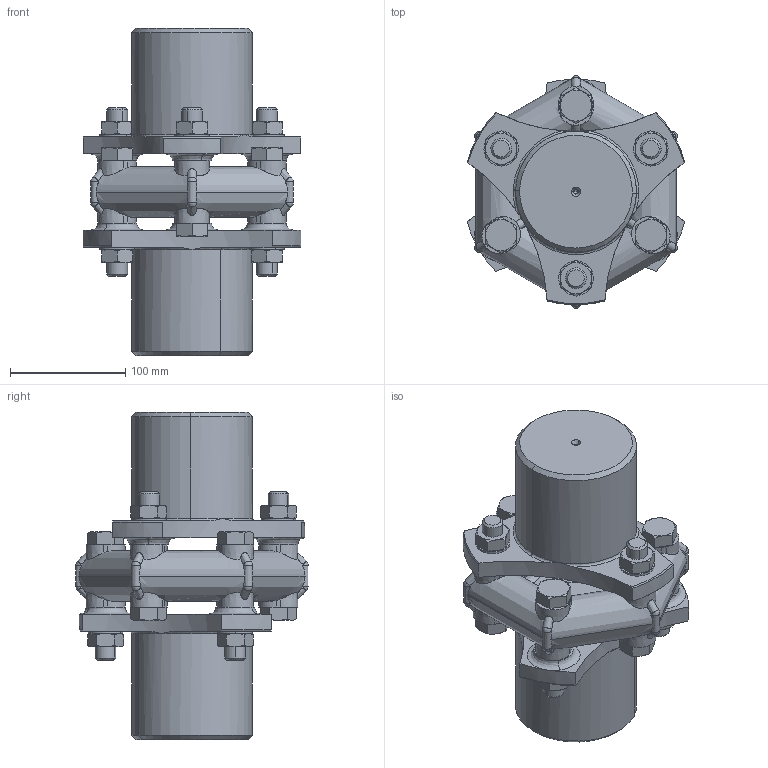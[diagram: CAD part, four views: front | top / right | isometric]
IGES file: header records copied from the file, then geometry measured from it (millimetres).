
Start section: START RECORD GO HERE.
Global section: file name: 632031-F-JUBOFLEX.igs; native system: IBM CATIA IGES - CATIA Version 5 Release 19 ; preprocessor: CATIA Version 5 Release 19 ; author: CatiaV5; organization: LEV3; date: 20110418.151204; units: millimetre
Bounding box: 189.12 x 202 x 284 mm (x, y, z)
Surface area: 234124.5 mm2 (no closed solid volume)
Topology: 0 solids, 0 shells, 768 faces, 4214 edges, 4204 vertices
Faces by surface type: revolution 422, plane 334, bspline 12
